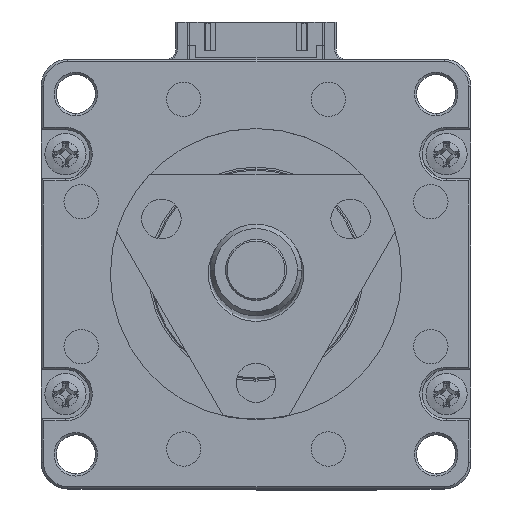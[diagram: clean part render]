
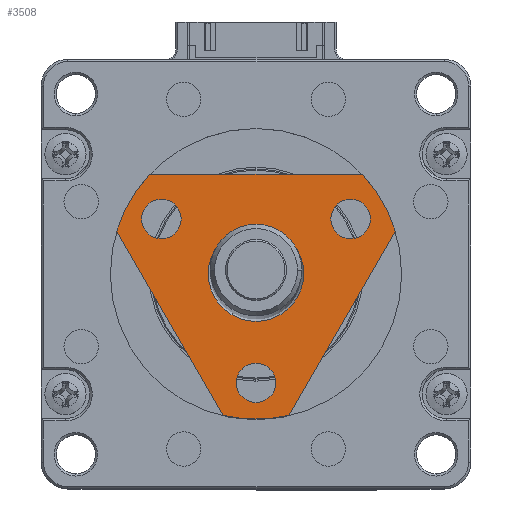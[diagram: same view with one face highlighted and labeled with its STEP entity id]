
A CAD part, top view. The second image highlights one B-rep face of the part: STEP entity #3508.
In plain terms, the highlighted planar face has unit normal (0, 0, 1).
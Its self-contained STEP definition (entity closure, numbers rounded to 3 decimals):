
#71 = ORIENTED_EDGE ( 'NONE', *, *, #23354, .F. ) ;
#126 = VERTEX_POINT ( 'NONE', #19953 ) ;
#452 = DIRECTION ( 'NONE',  ( 0., 0., -1. ) ) ;
#1181 = EDGE_CURVE ( 'NONE', #5982, #16170, #43299, .T. ) ;
#1708 = VERTEX_POINT ( 'NONE', #22304 ) ;
#1760 = DIRECTION ( 'NONE',  ( -0.5, -0.866, 0. ) ) ;
#1770 = CARTESIAN_POINT ( 'NONE',  ( 0., 0., 40.4 ) ) ;
#2171 = EDGE_LOOP ( 'NONE', ( #21084, #28363 ) ) ;
#2859 = VECTOR ( 'NONE', #17244, 1000. ) ;
#2890 = EDGE_CURVE ( 'NONE', #41633, #27502, #18278, .T. ) ;
#3353 = CIRCLE ( 'NONE', #29150, 6.25 ) ;
#3508 = ADVANCED_FACE ( 'NONE', ( #45982, #32033, #12110, #8188, #22106 ), #4926, .F. ) ;
#4282 = DIRECTION ( 'NONE',  ( -1., 0., 0. ) ) ;
#4517 = CARTESIAN_POINT ( 'NONE',  ( 0., 0., 40.4 ) ) ;
#4831 = CARTESIAN_POINT ( 'NONE',  ( 12.376, 7.145, 40.4 ) ) ;
#4839 = CARTESIAN_POINT ( 'NONE',  ( -9.796, 7.145, 40.4 ) ) ;
#4846 = ORIENTED_EDGE ( 'NONE', *, *, #33795, .F. ) ;
#4926 = PLANE ( 'NONE',  #23703 ) ;
#5982 = VERTEX_POINT ( 'NONE', #4839 ) ;
#6187 = DIRECTION ( 'NONE',  ( 1., 0., 0. ) ) ;
#6374 = DIRECTION ( 'NONE',  ( -1., 0., 0. ) ) ;
#6387 = CIRCLE ( 'NONE', #8441, 2.58 ) ;
#6495 = CARTESIAN_POINT ( 'NONE',  ( 0., 13., 40.4 ) ) ;
#6761 = EDGE_LOOP ( 'NONE', ( #18075, #40959 ) ) ;
#7120 = CARTESIAN_POINT ( 'NONE',  ( -14.956, 7.145, 40.4 ) ) ;
#7499 = VERTEX_POINT ( 'NONE', #37603 ) ;
#7854 = ORIENTED_EDGE ( 'NONE', *, *, #25685, .F. ) ;
#8031 = DIRECTION ( 'NONE',  ( -1., 0., 0. ) ) ;
#8188 = FACE_BOUND ( 'NONE', #2171, .T. ) ;
#8441 = AXIS2_PLACEMENT_3D ( 'NONE', #10865, #46100, #35616 ) ;
#8903 = DIRECTION ( 'NONE',  ( 1., 0., 0. ) ) ;
#8925 = CIRCLE ( 'NONE', #30858, 2.58 ) ;
#9383 = AXIS2_PLACEMENT_3D ( 'NONE', #10068, #27403, #6187 ) ;
#9756 = EDGE_CURVE ( 'NONE', #18978, #14379, #39579, .T. ) ;
#10068 = CARTESIAN_POINT ( 'NONE',  ( 0., 0., 40.4 ) ) ;
#10620 = DIRECTION ( 'NONE',  ( -1., 0., 0. ) ) ;
#10865 = CARTESIAN_POINT ( 'NONE',  ( -12.376, 7.145, 40.4 ) ) ;
#11045 = ORIENTED_EDGE ( 'NONE', *, *, #1181, .F. ) ;
#11382 = LINE ( 'NONE', #12805, #32947 ) ;
#11749 = AXIS2_PLACEMENT_3D ( 'NONE', #18214, #452, #21166 ) ;
#12110 = FACE_BOUND ( 'NONE', #25736, .T. ) ;
#12174 = ORIENTED_EDGE ( 'NONE', *, *, #42791, .F. ) ;
#12528 = EDGE_CURVE ( 'NONE', #126, #1708, #3353, .T. ) ;
#12660 = DIRECTION ( 'NONE',  ( 0., 0., 1. ) ) ;
#12805 = CARTESIAN_POINT ( 'NONE',  ( 18.221, 5.559, 40.4 ) ) ;
#13461 = LINE ( 'NONE', #6495, #2859 ) ;
#14068 = DIRECTION ( 'NONE',  ( 0., 0., 1. ) ) ;
#14249 = VERTEX_POINT ( 'NONE', #22358 ) ;
#14379 = VERTEX_POINT ( 'NONE', #14663 ) ;
#14663 = CARTESIAN_POINT ( 'NONE',  ( 9.796, 7.145, 40.4 ) ) ;
#14948 = CIRCLE ( 'NONE', #11749, 19.05 ) ;
#15290 = DIRECTION ( 'NONE',  ( 1., 0., 0. ) ) ;
#15546 = DIRECTION ( 'NONE',  ( 0., 0., 1. ) ) ;
#15618 = CIRCLE ( 'NONE', #37289, 2.58 ) ;
#15779 = CARTESIAN_POINT ( 'NONE',  ( 4.296, -18.559, 40.4 ) ) ;
#16170 = VERTEX_POINT ( 'NONE', #7120 ) ;
#16229 = CARTESIAN_POINT ( 'NONE',  ( -2.58, -14.29, 40.4 ) ) ;
#16260 = EDGE_CURVE ( 'NONE', #16170, #5982, #6387, .T. ) ;
#17244 = DIRECTION ( 'NONE',  ( 1., 0., 0. ) ) ;
#18075 = ORIENTED_EDGE ( 'NONE', *, *, #12528, .F. ) ;
#18214 = CARTESIAN_POINT ( 'NONE',  ( 0., 0., 40.4 ) ) ;
#18278 = CIRCLE ( 'NONE', #38226, 19.05 ) ;
#18347 = DIRECTION ( 'NONE',  ( -0.5, 0.866, 0. ) ) ;
#18637 = VECTOR ( 'NONE', #18347, 1000. ) ;
#18978 = VERTEX_POINT ( 'NONE', #23959 ) ;
#19368 = CARTESIAN_POINT ( 'NONE',  ( -13.925, 13., 40.4 ) ) ;
#19496 = DIRECTION ( 'NONE',  ( 0., 0., -1. ) ) ;
#19953 = CARTESIAN_POINT ( 'NONE',  ( 6.25, 0., 40.4 ) ) ;
#20016 = DIRECTION ( 'NONE',  ( 0., 0., -1. ) ) ;
#20112 = AXIS2_PLACEMENT_3D ( 'NONE', #4831, #43944, #43633 ) ;
#20433 = CARTESIAN_POINT ( 'NONE',  ( -4.296, -18.559, 40.4 ) ) ;
#20526 = ORIENTED_EDGE ( 'NONE', *, *, #35487, .F. ) ;
#20754 = EDGE_LOOP ( 'NONE', ( #34397, #11045 ) ) ;
#21084 = ORIENTED_EDGE ( 'NONE', *, *, #37744, .F. ) ;
#21166 = DIRECTION ( 'NONE',  ( 1., 0., 0. ) ) ;
#21262 = VERTEX_POINT ( 'NONE', #15779 ) ;
#21529 = CARTESIAN_POINT ( 'NONE',  ( 0., -14.29, 40.4 ) ) ;
#22106 = FACE_OUTER_BOUND ( 'NONE', #32106, .T. ) ;
#22304 = CARTESIAN_POINT ( 'NONE',  ( -6.25, 0., 40.4 ) ) ;
#22358 = CARTESIAN_POINT ( 'NONE',  ( 13.925, 13., 40.4 ) ) ;
#23354 = EDGE_CURVE ( 'NONE', #27502, #14249, #13461, .T. ) ;
#23703 = AXIS2_PLACEMENT_3D ( 'NONE', #30032, #20016, #26603 ) ;
#23959 = CARTESIAN_POINT ( 'NONE',  ( 14.956, 7.145, 40.4 ) ) ;
#25685 = EDGE_CURVE ( 'NONE', #21262, #27740, #33322, .T. ) ;
#25736 = EDGE_LOOP ( 'NONE', ( #45787, #35681 ) ) ;
#26041 = CARTESIAN_POINT ( 'NONE',  ( -18.221, 5.559, 40.4 ) ) ;
#26603 = DIRECTION ( 'NONE',  ( -1., 0., 0. ) ) ;
#26984 = CIRCLE ( 'NONE', #9383, 6.25 ) ;
#27403 = DIRECTION ( 'NONE',  ( 0., 0., 1. ) ) ;
#27502 = VERTEX_POINT ( 'NONE', #19368 ) ;
#27604 = DIRECTION ( 'NONE',  ( 0., 0., 1. ) ) ;
#27740 = VERTEX_POINT ( 'NONE', #20433 ) ;
#27999 = LINE ( 'NONE', #39373, #18637 ) ;
#28363 = ORIENTED_EDGE ( 'NONE', *, *, #30146, .F. ) ;
#28587 = CARTESIAN_POINT ( 'NONE',  ( 2.58, -14.29, 40.4 ) ) ;
#29100 = AXIS2_PLACEMENT_3D ( 'NONE', #33435, #15546, #8031 ) ;
#29150 = AXIS2_PLACEMENT_3D ( 'NONE', #1770, #12660, #8903 ) ;
#29548 = AXIS2_PLACEMENT_3D ( 'NONE', #31843, #14068, #10620 ) ;
#30032 = CARTESIAN_POINT ( 'NONE',  ( 0., 0., 40.4 ) ) ;
#30146 = EDGE_CURVE ( 'NONE', #37291, #33815, #8925, .T. ) ;
#30834 = EDGE_CURVE ( 'NONE', #14379, #18978, #40124, .T. ) ;
#30858 = AXIS2_PLACEMENT_3D ( 'NONE', #21529, #36027, #4282 ) ;
#31843 = CARTESIAN_POINT ( 'NONE',  ( -12.376, 7.145, 40.4 ) ) ;
#32033 = FACE_BOUND ( 'NONE', #20754, .T. ) ;
#32106 = EDGE_LOOP ( 'NONE', ( #20526, #71, #45475, #12174, #7854, #4846 ) ) ;
#32947 = VECTOR ( 'NONE', #1760, 1000. ) ;
#33322 = CIRCLE ( 'NONE', #35181, 19.05 ) ;
#33435 = CARTESIAN_POINT ( 'NONE',  ( 12.376, 7.145, 40.4 ) ) ;
#33795 = EDGE_CURVE ( 'NONE', #7499, #21262, #11382, .T. ) ;
#33815 = VERTEX_POINT ( 'NONE', #16229 ) ;
#34397 = ORIENTED_EDGE ( 'NONE', *, *, #16260, .F. ) ;
#35181 = AXIS2_PLACEMENT_3D ( 'NONE', #40664, #19496, #44268 ) ;
#35487 = EDGE_CURVE ( 'NONE', #14249, #7499, #14948, .T. ) ;
#35616 = DIRECTION ( 'NONE',  ( -1., 0., 0. ) ) ;
#35681 = ORIENTED_EDGE ( 'NONE', *, *, #9756, .F. ) ;
#36027 = DIRECTION ( 'NONE',  ( 0., 0., 1. ) ) ;
#36414 = DIRECTION ( 'NONE',  ( 0., 0., -1. ) ) ;
#37289 = AXIS2_PLACEMENT_3D ( 'NONE', #45033, #27604, #6374 ) ;
#37291 = VERTEX_POINT ( 'NONE', #28587 ) ;
#37603 = CARTESIAN_POINT ( 'NONE',  ( 18.221, 5.559, 40.4 ) ) ;
#37744 = EDGE_CURVE ( 'NONE', #33815, #37291, #15618, .T. ) ;
#38226 = AXIS2_PLACEMENT_3D ( 'NONE', #4517, #36414, #15290 ) ;
#38241 = EDGE_CURVE ( 'NONE', #1708, #126, #26984, .T. ) ;
#39373 = CARTESIAN_POINT ( 'NONE',  ( -4.296, -18.559, 40.4 ) ) ;
#39579 = CIRCLE ( 'NONE', #20112, 2.58 ) ;
#40124 = CIRCLE ( 'NONE', #29100, 2.58 ) ;
#40664 = CARTESIAN_POINT ( 'NONE',  ( 0., 0., 40.4 ) ) ;
#40959 = ORIENTED_EDGE ( 'NONE', *, *, #38241, .F. ) ;
#41633 = VERTEX_POINT ( 'NONE', #26041 ) ;
#42791 = EDGE_CURVE ( 'NONE', #27740, #41633, #27999, .T. ) ;
#43299 = CIRCLE ( 'NONE', #29548, 2.58 ) ;
#43633 = DIRECTION ( 'NONE',  ( -1., 0., 0. ) ) ;
#43944 = DIRECTION ( 'NONE',  ( 0., 0., 1. ) ) ;
#44268 = DIRECTION ( 'NONE',  ( 1., 0., 0. ) ) ;
#45033 = CARTESIAN_POINT ( 'NONE',  ( 0., -14.29, 40.4 ) ) ;
#45475 = ORIENTED_EDGE ( 'NONE', *, *, #2890, .F. ) ;
#45787 = ORIENTED_EDGE ( 'NONE', *, *, #30834, .F. ) ;
#45982 = FACE_BOUND ( 'NONE', #6761, .T. ) ;
#46100 = DIRECTION ( 'NONE',  ( 0., 0., 1. ) ) ;
